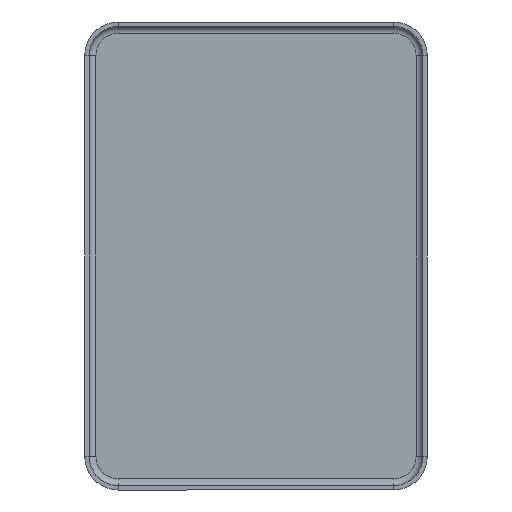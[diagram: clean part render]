
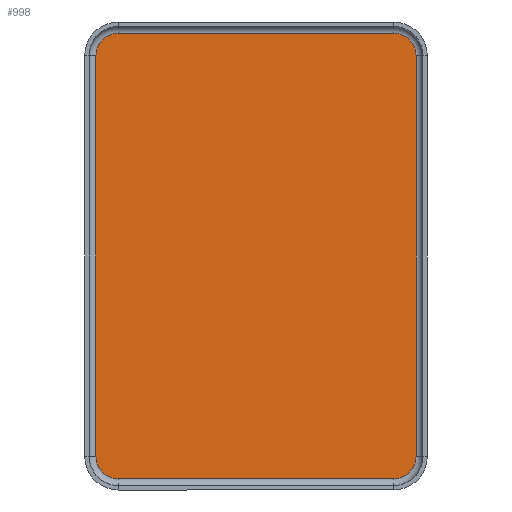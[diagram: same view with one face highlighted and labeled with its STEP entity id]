
A CAD part, front view. The second image highlights one B-rep face of the part: STEP entity #998.
In plain terms, the highlighted planar face has unit normal (0, -1, 0).
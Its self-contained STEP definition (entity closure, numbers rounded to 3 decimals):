
#8 = VERTEX_POINT ( 'NONE', #110 ) ;
#15 = EDGE_CURVE ( 'NONE', #945, #778, #1055, .T. ) ;
#52 = CARTESIAN_POINT ( 'NONE',  ( 7.15, -0.2, 8.95 ) ) ;
#77 = CARTESIAN_POINT ( 'NONE',  ( -6.15, -0.2, 8.95 ) ) ;
#96 = DIRECTION ( 'NONE',  ( 0., 1., 0. ) ) ;
#108 = DIRECTION ( 'NONE',  ( 0., 1., 0. ) ) ;
#110 = CARTESIAN_POINT ( 'NONE',  ( 7.15, -0.2, -8.95 ) ) ;
#148 = CARTESIAN_POINT ( 'NONE',  ( -6.15, -0.2, 9.95 ) ) ;
#157 = VERTEX_POINT ( 'NONE', #948 ) ;
#164 = CARTESIAN_POINT ( 'NONE',  ( -7.15, -0.2, -8.95 ) ) ;
#193 = DIRECTION ( 'NONE',  ( 0., 0., 1. ) ) ;
#201 = ORIENTED_EDGE ( 'NONE', *, *, #976, .F. ) ;
#210 = LINE ( 'NONE', #164, #1170 ) ;
#223 = VECTOR ( 'NONE', #1151, 1000. ) ;
#240 = AXIS2_PLACEMENT_3D ( 'NONE', #373, #96, #193 ) ;
#258 = CIRCLE ( 'NONE', #726, 1. ) ;
#307 = AXIS2_PLACEMENT_3D ( 'NONE', #400, #108, #580 ) ;
#330 = CIRCLE ( 'NONE', #733, 1. ) ;
#338 = DIRECTION ( 'NONE',  ( 1., 0., 0. ) ) ;
#373 = CARTESIAN_POINT ( 'NONE',  ( 6.15, -0.2, 8.95 ) ) ;
#374 = LINE ( 'NONE', #148, #528 ) ;
#379 = ORIENTED_EDGE ( 'NONE', *, *, #1009, .F. ) ;
#400 = CARTESIAN_POINT ( 'NONE',  ( 6.15, -0.2, -8.95 ) ) ;
#435 = EDGE_CURVE ( 'NONE', #901, #615, #258, .T. ) ;
#451 = DIRECTION ( 'NONE',  ( 0., 0., 1. ) ) ;
#461 = LINE ( 'NONE', #52, #223 ) ;
#495 = ORIENTED_EDGE ( 'NONE', *, *, #512, .F. ) ;
#512 = EDGE_CURVE ( 'NONE', #157, #1098, #594, .T. ) ;
#523 = DIRECTION ( 'NONE',  ( 0., 0., -1. ) ) ;
#528 = VECTOR ( 'NONE', #338, 1000. ) ;
#535 = DIRECTION ( 'NONE',  ( 0., 1., 0. ) ) ;
#549 = AXIS2_PLACEMENT_3D ( 'NONE', #789, #970, #523 ) ;
#567 = CARTESIAN_POINT ( 'NONE',  ( -6.15, -0.2, 9.95 ) ) ;
#568 = DIRECTION ( 'NONE',  ( -1., 0., 0. ) ) ;
#580 = DIRECTION ( 'NONE',  ( 0., 0., 1. ) ) ;
#594 = CIRCLE ( 'NONE', #240, 1. ) ;
#615 = VERTEX_POINT ( 'NONE', #567 ) ;
#645 = ORIENTED_EDGE ( 'NONE', *, *, #435, .F. ) ;
#648 = EDGE_CURVE ( 'NONE', #8, #945, #1134, .T. ) ;
#720 = CARTESIAN_POINT ( 'NONE',  ( 7.15, -0.2, 8.95 ) ) ;
#723 = DIRECTION ( 'NONE',  ( 0., 0., 1. ) ) ;
#726 = AXIS2_PLACEMENT_3D ( 'NONE', #77, #810, #913 ) ;
#733 = AXIS2_PLACEMENT_3D ( 'NONE', #1075, #535, #723 ) ;
#734 = ORIENTED_EDGE ( 'NONE', *, *, #1115, .F. ) ;
#770 = CARTESIAN_POINT ( 'NONE',  ( 6.15, -0.2, -9.95 ) ) ;
#778 = VERTEX_POINT ( 'NONE', #1043 ) ;
#784 = ORIENTED_EDGE ( 'NONE', *, *, #15, .F. ) ;
#789 = CARTESIAN_POINT ( 'NONE',  ( 6.15, -0.2, 8.95 ) ) ;
#793 = PLANE ( 'NONE',  #549 ) ;
#810 = DIRECTION ( 'NONE',  ( 0., 1., 0. ) ) ;
#847 = EDGE_LOOP ( 'NONE', ( #495, #201, #645, #1168, #734, #784, #1061, #379 ) ) ;
#853 = CARTESIAN_POINT ( 'NONE',  ( 6.15, -0.2, -9.95 ) ) ;
#901 = VERTEX_POINT ( 'NONE', #946 ) ;
#913 = DIRECTION ( 'NONE',  ( 0., 0., 1. ) ) ;
#941 = FACE_OUTER_BOUND ( 'NONE', #847, .T. ) ;
#945 = VERTEX_POINT ( 'NONE', #770 ) ;
#946 = CARTESIAN_POINT ( 'NONE',  ( -7.15, -0.2, 8.95 ) ) ;
#948 = CARTESIAN_POINT ( 'NONE',  ( 6.15, -0.2, 9.95 ) ) ;
#970 = DIRECTION ( 'NONE',  ( 0., -1., 0. ) ) ;
#976 = EDGE_CURVE ( 'NONE', #615, #157, #374, .T. ) ;
#998 = ADVANCED_FACE ( 'NONE', ( #941 ), #793, .T. ) ;
#1009 = EDGE_CURVE ( 'NONE', #1098, #8, #461, .T. ) ;
#1030 = VERTEX_POINT ( 'NONE', #1050 ) ;
#1043 = CARTESIAN_POINT ( 'NONE',  ( -6.15, -0.2, -9.95 ) ) ;
#1050 = CARTESIAN_POINT ( 'NONE',  ( -7.15, -0.2, -8.95 ) ) ;
#1055 = LINE ( 'NONE', #853, #1140 ) ;
#1061 = ORIENTED_EDGE ( 'NONE', *, *, #648, .F. ) ;
#1075 = CARTESIAN_POINT ( 'NONE',  ( -6.15, -0.2, -8.95 ) ) ;
#1079 = EDGE_CURVE ( 'NONE', #1030, #901, #210, .T. ) ;
#1098 = VERTEX_POINT ( 'NONE', #720 ) ;
#1115 = EDGE_CURVE ( 'NONE', #778, #1030, #330, .T. ) ;
#1134 = CIRCLE ( 'NONE', #307, 1. ) ;
#1140 = VECTOR ( 'NONE', #568, 1000. ) ;
#1151 = DIRECTION ( 'NONE',  ( 0., 0., -1. ) ) ;
#1168 = ORIENTED_EDGE ( 'NONE', *, *, #1079, .F. ) ;
#1170 = VECTOR ( 'NONE', #451, 1000. ) ;
